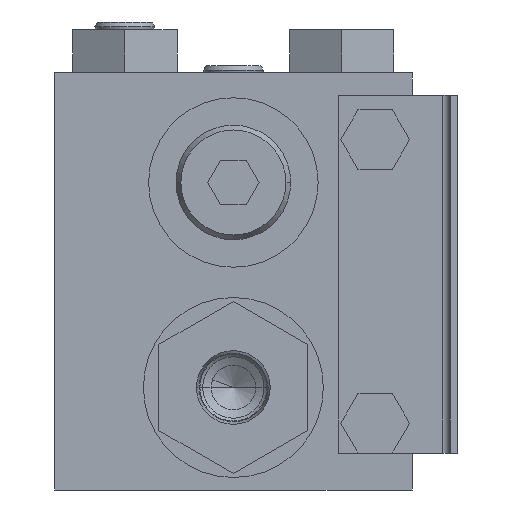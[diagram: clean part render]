
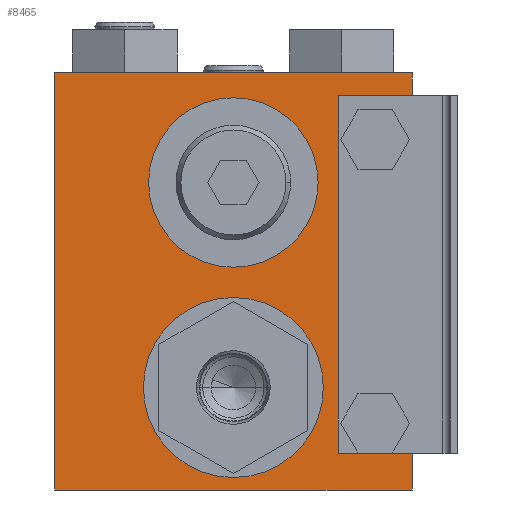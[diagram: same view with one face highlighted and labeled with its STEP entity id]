
A CAD part, left-side view. The second image highlights one B-rep face of the part: STEP entity #8465.
In plain terms, the highlighted planar face has unit normal (-1, 0, 0).
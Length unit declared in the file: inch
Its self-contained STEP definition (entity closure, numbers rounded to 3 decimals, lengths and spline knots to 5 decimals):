
#1566=CARTESIAN_POINT('',(0.,-1.5,-0.95));
#1567=DIRECTION('',(-1.,0.,0.));
#1568=DIRECTION('',(0.,1.,0.));
#1569=AXIS2_PLACEMENT_3D('',#1566,#1567,#1568);
#1571=CARTESIAN_POINT('',(0.,-1.5,-0.95));
#1572=DIRECTION('',(-1.,0.,0.));
#1573=DIRECTION('',(0.,-1.,0.));
#1574=AXIS2_PLACEMENT_3D('',#1571,#1572,#1573);
#1576=CARTESIAN_POINT('',(0.,-1.5,0.77));
#1577=DIRECTION('',(-1.,0.,0.));
#1578=DIRECTION('',(0.,1.,0.));
#1579=AXIS2_PLACEMENT_3D('',#1576,#1577,#1578);
#1581=CARTESIAN_POINT('',(0.,-1.5,0.77));
#1582=DIRECTION('',(-1.,0.,0.));
#1583=DIRECTION('',(0.,-1.,0.));
#1584=AXIS2_PLACEMENT_3D('',#1581,#1582,#1583);
#1586=DIRECTION('',(0.,1.,0.));
#1587=VECTOR('',#1586,0.62);
#1588=CARTESIAN_POINT('',(0.,-3.,-1.5));
#1589=LINE('',#1588,#1587);
#1590=DIRECTION('',(0.,0.,-1.));
#1591=VECTOR('',#1590,0.31);
#1592=CARTESIAN_POINT('',(0.,-3.,-1.5));
#1593=LINE('',#1592,#1591);
#1594=DIRECTION('',(0.,1.,0.));
#1595=VECTOR('',#1594,3.);
#1596=CARTESIAN_POINT('',(0.,-3.,-1.81));
#1597=LINE('',#1596,#1595);
#1598=DIRECTION('',(0.,0.,1.));
#1599=VECTOR('',#1598,3.5);
#1600=CARTESIAN_POINT('',(0.,0.,-1.81));
#1601=LINE('',#1600,#1599);
#1602=DIRECTION('',(0.,-1.,0.));
#1603=VECTOR('',#1602,3.);
#1604=CARTESIAN_POINT('',(0.,0.,1.69));
#1605=LINE('',#1604,#1603);
#1606=DIRECTION('',(0.,0.,-1.));
#1607=VECTOR('',#1606,0.19);
#1608=CARTESIAN_POINT('',(0.,-3.,1.69));
#1609=LINE('',#1608,#1607);
#1610=DIRECTION('',(0.,1.,0.));
#1611=VECTOR('',#1610,0.62);
#1612=CARTESIAN_POINT('',(0.,-3.,1.5));
#1613=LINE('',#1612,#1611);
#1614=DIRECTION('',(0.,0.,1.));
#1615=VECTOR('',#1614,3.);
#1616=CARTESIAN_POINT('',(0.,-2.38,-1.5));
#1617=LINE('',#1616,#1615);
#6720=CARTESIAN_POINT('',(0.,-3.,-1.81));
#6721=CARTESIAN_POINT('',(0.,0.,-1.81));
#6722=VERTEX_POINT('',#6720);
#6723=VERTEX_POINT('',#6721);
#6724=CARTESIAN_POINT('',(0.,0.,1.69));
#6725=CARTESIAN_POINT('',(0.,-3.,1.69));
#6726=VERTEX_POINT('',#6724);
#6727=VERTEX_POINT('',#6725);
#6834=CARTESIAN_POINT('',(0.,-0.745,-0.95));
#6835=CARTESIAN_POINT('',(0.,-2.255,-0.95));
#6836=VERTEX_POINT('',#6834);
#6837=VERTEX_POINT('',#6835);
#6886=CARTESIAN_POINT('',(0.,-0.789,0.77));
#6887=CARTESIAN_POINT('',(0.,-2.211,0.77));
#6888=VERTEX_POINT('',#6886);
#6889=VERTEX_POINT('',#6887);
#7020=CARTESIAN_POINT('',(0.,-3.,-1.5));
#7021=CARTESIAN_POINT('',(0.,-2.38,-1.5));
#7022=VERTEX_POINT('',#7020);
#7023=VERTEX_POINT('',#7021);
#7024=CARTESIAN_POINT('',(0.,-3.,1.5));
#7025=CARTESIAN_POINT('',(0.,-2.38,1.5));
#7026=VERTEX_POINT('',#7024);
#7027=VERTEX_POINT('',#7025);
#8432=CARTESIAN_POINT('',(0.,0.,0.));
#8433=DIRECTION('',(-1.,0.,0.));
#8434=DIRECTION('',(0.,0.,1.));
#8435=AXIS2_PLACEMENT_3D('',#8432,#8433,#8434);
#8436=PLANE('',#8435);
#8437=ORIENTED_EDGE('',*,*,#8318,.F.);
#8439=ORIENTED_EDGE('',*,*,#8438,.T.);
#8441=ORIENTED_EDGE('',*,*,#8440,.T.);
#8443=ORIENTED_EDGE('',*,*,#8442,.T.);
#8445=ORIENTED_EDGE('',*,*,#8444,.T.);
#8447=ORIENTED_EDGE('',*,*,#8446,.T.);
#8448=ORIENTED_EDGE('',*,*,#8413,.T.);
#8450=ORIENTED_EDGE('',*,*,#8449,.F.);
#8451=EDGE_LOOP('',(#8437,#8439,#8441,#8443,#8445,#8447,#8448,#8450));
#8452=FACE_OUTER_BOUND('',#8451,.F.);
#8454=ORIENTED_EDGE('',*,*,#8453,.T.);
#8456=ORIENTED_EDGE('',*,*,#8455,.T.);
#8457=EDGE_LOOP('',(#8454,#8456));
#8458=FACE_BOUND('',#8457,.F.);
#8460=ORIENTED_EDGE('',*,*,#8459,.T.);
#8462=ORIENTED_EDGE('',*,*,#8461,.T.);
#8463=EDGE_LOOP('',(#8460,#8462));
#8464=FACE_BOUND('',#8463,.F.);
#8465=ADVANCED_FACE('',(#8452,#8458,#8464),#8436,.T.);
#1570=CIRCLE('',#1569,0.755);
#1575=CIRCLE('',#1574,0.755);
#1580=CIRCLE('',#1579,0.711);
#1585=CIRCLE('',#1584,0.711);
#8318=EDGE_CURVE('',#7022,#7023,#1589,.T.);
#8413=EDGE_CURVE('',#7026,#7027,#1613,.T.);
#8438=EDGE_CURVE('',#7022,#6722,#1593,.T.);
#8440=EDGE_CURVE('',#6722,#6723,#1597,.T.);
#8442=EDGE_CURVE('',#6723,#6726,#1601,.T.);
#8444=EDGE_CURVE('',#6726,#6727,#1605,.T.);
#8446=EDGE_CURVE('',#6727,#7026,#1609,.T.);
#8449=EDGE_CURVE('',#7023,#7027,#1617,.T.);
#8453=EDGE_CURVE('',#6836,#6837,#1570,.T.);
#8455=EDGE_CURVE('',#6837,#6836,#1575,.T.);
#8459=EDGE_CURVE('',#6888,#6889,#1580,.T.);
#8461=EDGE_CURVE('',#6889,#6888,#1585,.T.);
